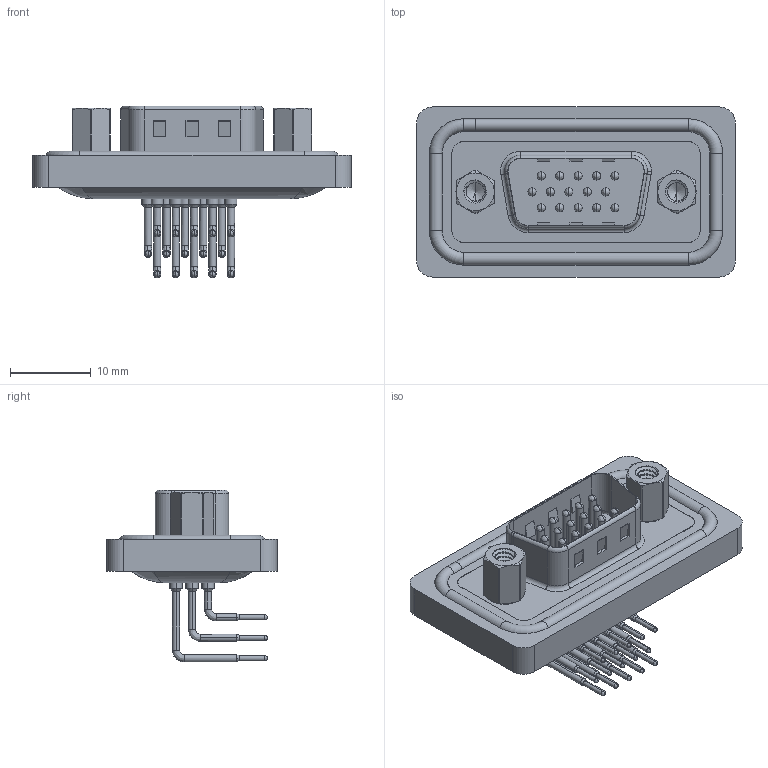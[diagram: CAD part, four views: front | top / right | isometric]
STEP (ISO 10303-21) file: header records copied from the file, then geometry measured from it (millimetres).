
FILE_DESCRIPTION (( 'STEP AP203' ), '1' );
FILE_NAME ('633-W15-262-012.STEP', '2018-11-28T12:54:26', ( '' ), ( '' ), 'SwSTEP 2.0', 'SolidWorks 2016', '' );
FILE_SCHEMA (( 'CONFIG_CONTROL_DESIGN' ));
Length unit declared in the file: millimetre
Products named in the file (9): 633W Contact Row 2; 633W Contact Row 3; 633W Housing_15 Contacts; 633W 4-40 Threaded Rivet_Stabilizer; 633W Shell_15 Contacts; 633W 4-40 Hex Standoff; 633W Waterproof Housing_15 Contacts; 633-W15-262-012; 633W Contact Row 1
Assembly tree (22 placements, depth 2):
  633-W15-262-012
    633W Housing_15 Contacts
    633W Shell_15 Contacts
    633W Waterproof Housing_15 Contacts
    633W Contact Row 1  x5
    633W Contact Row 2  x5
    633W Contact Row 3  x5
    633W 4-40 Threaded Rivet_Stabilizer  x2
    633W 4-40 Hex Standoff  x2
Bounding box: 39.51 x 21.1 x 21.32 mm (x, y, z)
Volume: 4080.4 mm3; surface area: 7321.9 mm2
Topology: 23 solids, 23 shells, 2118 faces, 5870 edges, 3809 vertices
Faces by surface type: plane 1101, cylinder 772, bspline 112, cone 90, torus 43
Entity records: 30648 total; most frequent: CARTESIAN_POINT 9110, DIRECTION 4312, ORIENTED_EDGE 4192, EDGE_CURVE 2096, AXIS2_PLACEMENT_3D 1557, VERTEX_POINT 1363, LINE 1198, VECTOR 1198
